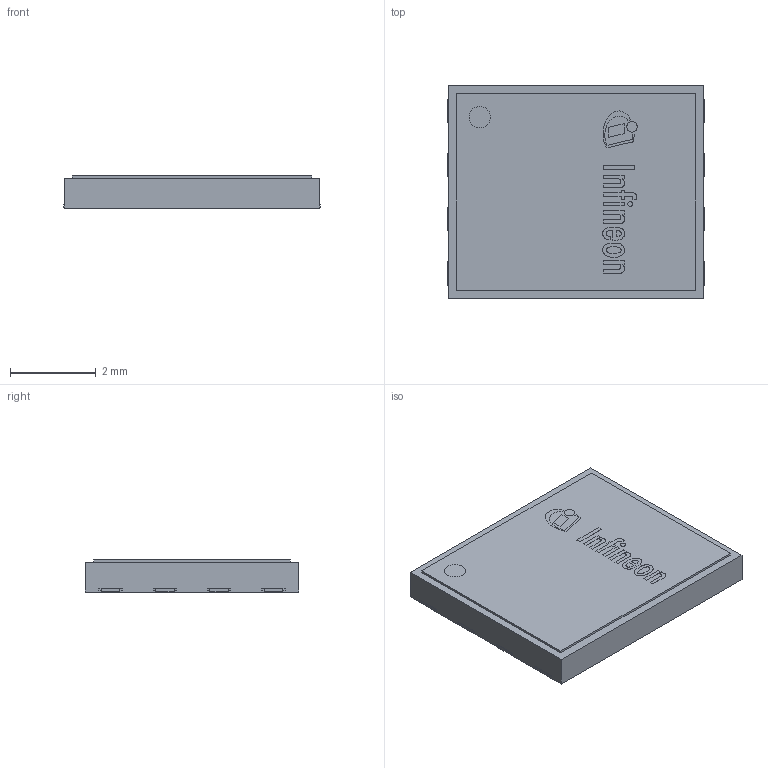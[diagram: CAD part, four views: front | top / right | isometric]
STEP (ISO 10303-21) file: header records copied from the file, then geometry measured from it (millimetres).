
FILE_DESCRIPTION(/* description */ (''),/* implementation_level */ '2;1');
FILE_NAME(/* name */ 'PG-WRTFN-9-2_Z8B00259369_V03_3D.stp',/* time_stamp */ '2025-01-15T16:42:47+05:30',/* author */ ('Subramani'),/* organization */ (''),/* preprocessor_version */ 'ST-DEVELOPER v19.2',/* originating_system */ 'AutoCAD Mechanical',/* authorisation */ '');
FILE_SCHEMA (('AUTOMOTIVE_DESIGN { 1 0 10303 214 3 1 1 }'));
Length unit declared in the file: millimetre
Products named in the file (1): Product
Bounding box: 6 x 5 x 0.75 mm (x, y, z)
Volume: 22 mm3; surface area: 171.3 mm2
Topology: 26 solids, 26 shells, 288 faces, 705 edges, 470 vertices
Faces by surface type: plane 264, bspline 18, cylinder 6
Full cylindrical faces by diameter (mm): 0.12 x1, 0.247 x1, 0.5 x2
Entity records: 8584 total; most frequent: CARTESIAN_POINT 1834, ORIENTED_EDGE 1410, DIRECTION 1223, EDGE_CURVE 705, LINE 657, VECTOR 657, VERTEX_POINT 470, EDGE_LOOP 293
